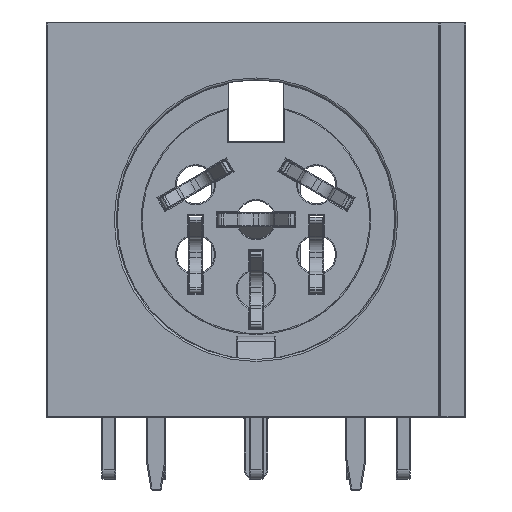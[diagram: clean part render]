
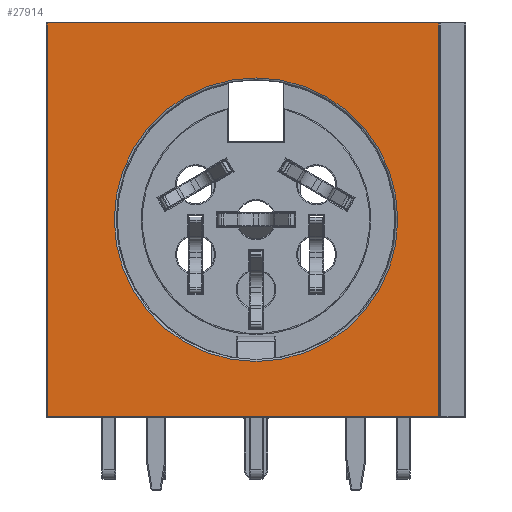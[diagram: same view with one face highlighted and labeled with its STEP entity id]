
A CAD part, front view. The second image highlights one B-rep face of the part: STEP entity #27914.
In plain terms, the highlighted planar face has unit normal (0, -1, 0).
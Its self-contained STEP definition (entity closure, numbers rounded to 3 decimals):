
#2917=CIRCLE('',#31284,7.1);
#3009=FACE_BOUND('',#6425,.T.);
#4648=FACE_OUTER_BOUND('',#6424,.T.);
#6424=EDGE_LOOP('',(#24482,#24483,#24484,#24485));
#6425=EDGE_LOOP('',(#24486));
#8507=LINE('',#48665,#10753);
#8521=LINE('',#48752,#10767);
#8524=LINE('',#48760,#10770);
#8530=LINE('',#48774,#10776);
#10753=VECTOR('',#39405,10.);
#10767=VECTOR('',#39489,10.);
#10770=VECTOR('',#39498,10.);
#10776=VECTOR('',#39518,10.);
#13201=VERTEX_POINT('',#48647);
#13204=VERTEX_POINT('',#48654);
#13207=VERTEX_POINT('',#48661);
#13228=VERTEX_POINT('',#48758);
#13230=VERTEX_POINT('',#48775);
#16994=EDGE_CURVE('',#13204,#13207,#8507,.T.);
#17029=EDGE_CURVE('',#13201,#13204,#8521,.T.);
#17033=EDGE_CURVE('',#13228,#13201,#8524,.T.);
#17041=EDGE_CURVE('',#13207,#13228,#8530,.T.);
#17042=EDGE_CURVE('',#13230,#13230,#2917,.T.);
#24482=ORIENTED_EDGE('',*,*,#16994,.F.);
#24483=ORIENTED_EDGE('',*,*,#17029,.F.);
#24484=ORIENTED_EDGE('',*,*,#17033,.F.);
#24485=ORIENTED_EDGE('',*,*,#17041,.F.);
#24486=ORIENTED_EDGE('',*,*,#17042,.F.);
#26343=PLANE('',#31283);
#27914=ADVANCED_FACE('',(#4648,#3009),#26343,.T.);
#31283=AXIS2_PLACEMENT_3D('',#48773,#39516,#39517);
#31284=AXIS2_PLACEMENT_3D('',#48776,#39519,#39520);
#39405=DIRECTION('',(0.,0.,1.));
#39489=DIRECTION('',(-1.,0.,0.));
#39498=DIRECTION('',(0.,0.,-1.));
#39516=DIRECTION('center_axis',(0.,-1.,0.));
#39517=DIRECTION('ref_axis',(1.,0.,0.));
#39518=DIRECTION('',(1.,0.,0.));
#39519=DIRECTION('center_axis',(0.,-1.,0.));
#39520=DIRECTION('ref_axis',(1.,0.,0.));
#48647=CARTESIAN_POINT('',(9.15,-10.8,0.05));
#48654=CARTESIAN_POINT('',(-10.45,-10.8,0.05));
#48661=CARTESIAN_POINT('',(-10.45,-10.8,19.75));
#48665=CARTESIAN_POINT('',(-10.45,-10.8,0.15));
#48752=CARTESIAN_POINT('',(-5.25,-10.8,0.05));
#48758=CARTESIAN_POINT('',(9.15,-10.8,19.75));
#48760=CARTESIAN_POINT('',(9.15,-10.8,9.975));
#48773=CARTESIAN_POINT('Origin',(-10.5,-10.8,0.15));
#48774=CARTESIAN_POINT('',(-5.25,-10.8,19.75));
#48775=CARTESIAN_POINT('',(0.,-10.8,2.8));
#48776=CARTESIAN_POINT('Origin',(0.,-10.8,9.9));
